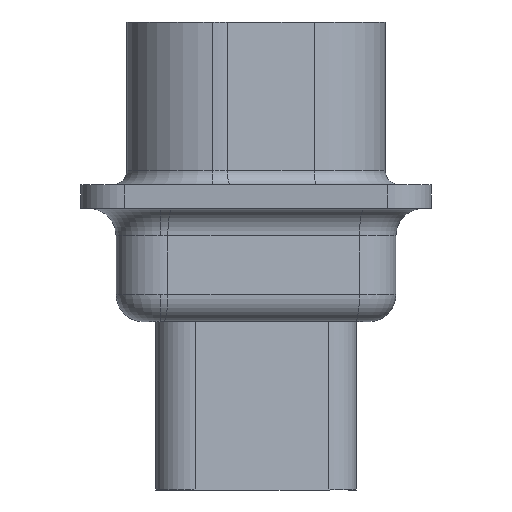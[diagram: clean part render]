
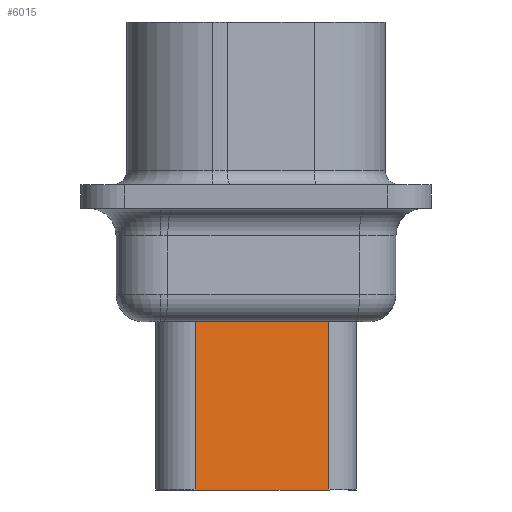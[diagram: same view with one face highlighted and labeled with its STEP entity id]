
A CAD part, left-side view. The second image highlights one B-rep face of the part: STEP entity #6015.
In plain terms, the highlighted planar face has unit normal (-0.985, -0.174, 0).
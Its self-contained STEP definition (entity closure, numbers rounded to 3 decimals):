
#26 = VERTEX_POINT ( 'NONE', #5547 ) ;
#517 = PLANE ( 'NONE',  #4757 ) ;
#546 = DIRECTION ( 'NONE',  ( -0.174, 0.985, 0. ) ) ;
#641 = ORIENTED_EDGE ( 'NONE', *, *, #1320, .F. ) ;
#882 = VECTOR ( 'NONE', #8393, 1000. ) ;
#1076 = EDGE_CURVE ( 'NONE', #3256, #5528, #6296, .T. ) ;
#1247 = EDGE_CURVE ( 'NONE', #5528, #5251, #7486, .T. ) ;
#1320 = EDGE_CURVE ( 'NONE', #26, #5251, #7037, .T. ) ;
#1671 = DIRECTION ( 'NONE',  ( -0.174, 0.985, 0. ) ) ;
#1863 = DIRECTION ( 'NONE',  ( 0.985, 0.174, 0. ) ) ;
#2235 = FACE_OUTER_BOUND ( 'NONE', #5834, .T. ) ;
#2730 = VECTOR ( 'NONE', #1671, 1000. ) ;
#2886 = LINE ( 'NONE', #3779, #8612 ) ;
#3256 = VERTEX_POINT ( 'NONE', #8383 ) ;
#3779 = CARTESIAN_POINT ( 'NONE',  ( -7.035, -2.574, -16.719 ) ) ;
#4521 = ORIENTED_EDGE ( 'NONE', *, *, #1076, .T. ) ;
#4609 = EDGE_CURVE ( 'NONE', #26, #3256, #2886, .T. ) ;
#4757 = AXIS2_PLACEMENT_3D ( 'NONE', #7392, #1863, #546 ) ;
#4925 = CARTESIAN_POINT ( 'NONE',  ( -7.868, 2.15, -16.719 ) ) ;
#5251 = VERTEX_POINT ( 'NONE', #7896 ) ;
#5528 = VERTEX_POINT ( 'NONE', #7397 ) ;
#5547 = CARTESIAN_POINT ( 'NONE',  ( -7.035, -2.574, -16.719 ) ) ;
#5808 = CARTESIAN_POINT ( 'NONE',  ( -8.12, 3.581, -16.719 ) ) ;
#5834 = EDGE_LOOP ( 'NONE', ( #641, #8132, #4521, #8662 ) ) ;
#6015 = ADVANCED_FACE ( 'NONE', ( #2235 ), #517, .F. ) ;
#6296 = LINE ( 'NONE', #6914, #8034 ) ;
#6914 = CARTESIAN_POINT ( 'NONE',  ( -8.12, 3.581, -10.719 ) ) ;
#7037 = LINE ( 'NONE', #5808, #2730 ) ;
#7197 = DIRECTION ( 'NONE',  ( 0., 0., 1. ) ) ;
#7392 = CARTESIAN_POINT ( 'NONE',  ( -8.12, 3.581, -16.719 ) ) ;
#7397 = CARTESIAN_POINT ( 'NONE',  ( -7.868, 2.15, -10.719 ) ) ;
#7486 = LINE ( 'NONE', #4925, #882 ) ;
#7639 = DIRECTION ( 'NONE',  ( -0.174, 0.985, 0. ) ) ;
#7896 = CARTESIAN_POINT ( 'NONE',  ( -7.868, 2.15, -16.719 ) ) ;
#8034 = VECTOR ( 'NONE', #7639, 1000. ) ;
#8132 = ORIENTED_EDGE ( 'NONE', *, *, #4609, .T. ) ;
#8383 = CARTESIAN_POINT ( 'NONE',  ( -7.035, -2.574, -10.719 ) ) ;
#8393 = DIRECTION ( 'NONE',  ( 0., 0., -1. ) ) ;
#8612 = VECTOR ( 'NONE', #7197, 1000. ) ;
#8662 = ORIENTED_EDGE ( 'NONE', *, *, #1247, .T. ) ;
